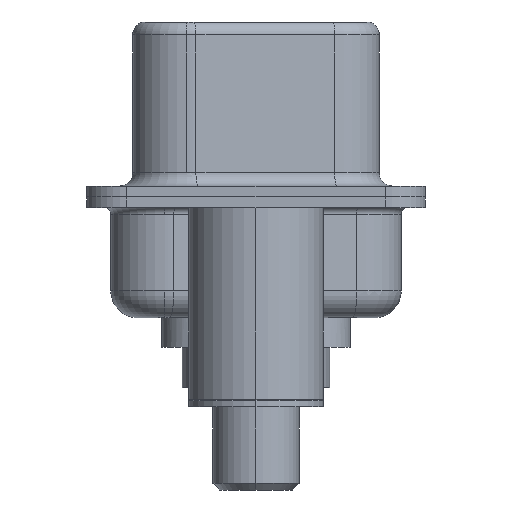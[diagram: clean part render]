
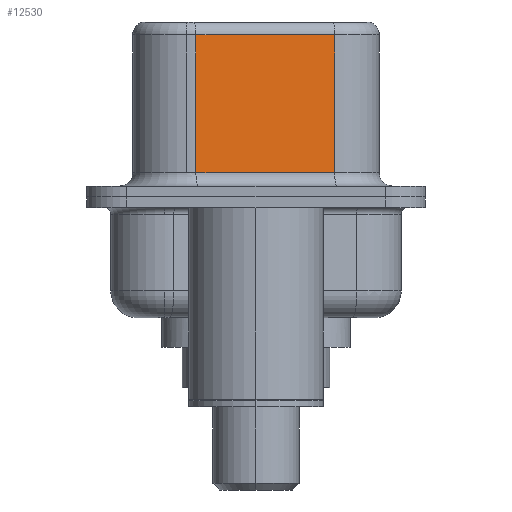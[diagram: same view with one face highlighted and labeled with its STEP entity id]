
A CAD part, left-side view. The second image highlights one B-rep face of the part: STEP entity #12530.
In plain terms, the highlighted planar face has unit normal (-0.985, -0.174, 0).
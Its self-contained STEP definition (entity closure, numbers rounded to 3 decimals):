
#122 = EDGE_CURVE ( 'NONE', #2103, #10966, #1201, .T. ) ;
#982 = VERTEX_POINT ( 'NONE', #6729 ) ;
#1201 = LINE ( 'NONE', #13495, #13710 ) ;
#1472 = FACE_OUTER_BOUND ( 'NONE', #1792, .T. ) ;
#1792 = EDGE_LOOP ( 'NONE', ( #2937, #3267, #11204, #12022 ) ) ;
#2081 = LINE ( 'NONE', #10365, #8532 ) ;
#2103 = VERTEX_POINT ( 'NONE', #6613 ) ;
#2589 = AXIS2_PLACEMENT_3D ( 'NONE', #16111, #7624, #16160 ) ;
#2689 = VECTOR ( 'NONE', #9521, 1000. ) ;
#2937 = ORIENTED_EDGE ( 'NONE', *, *, #11888, .F. ) ;
#3267 = ORIENTED_EDGE ( 'NONE', *, *, #122, .T. ) ;
#3929 = LINE ( 'NONE', #15618, #2689 ) ;
#4731 = VERTEX_POINT ( 'NONE', #7168 ) ;
#6613 = CARTESIAN_POINT ( 'NONE',  ( 4.565, -2.927, 6.02 ) ) ;
#6729 = CARTESIAN_POINT ( 'NONE',  ( 3.655, 2.233, 0.9 ) ) ;
#7168 = CARTESIAN_POINT ( 'NONE',  ( 4.565, -2.927, 0.9 ) ) ;
#7624 = DIRECTION ( 'NONE',  ( 0.985, 0.174, 0. ) ) ;
#8532 = VECTOR ( 'NONE', #9191, 1000. ) ;
#9191 = DIRECTION ( 'NONE',  ( 0.174, -0.985, 0. ) ) ;
#9521 = DIRECTION ( 'NONE',  ( 0., 0., -1. ) ) ;
#9940 = VECTOR ( 'NONE', #15722, 1000. ) ;
#10353 = LINE ( 'NONE', #15674, #9940 ) ;
#10365 = CARTESIAN_POINT ( 'NONE',  ( 4.565, -2.927, 0.9 ) ) ;
#10592 = CARTESIAN_POINT ( 'NONE',  ( 3.655, 2.233, 6.02 ) ) ;
#10966 = VERTEX_POINT ( 'NONE', #10592 ) ;
#11204 = ORIENTED_EDGE ( 'NONE', *, *, #15510, .T. ) ;
#11694 = EDGE_CURVE ( 'NONE', #982, #4731, #2081, .T. ) ;
#11888 = EDGE_CURVE ( 'NONE', #2103, #4731, #3929, .T. ) ;
#12022 = ORIENTED_EDGE ( 'NONE', *, *, #11694, .T. ) ;
#12530 = ADVANCED_FACE ( 'NONE', ( #1472 ), #14929, .F. ) ;
#13495 = CARTESIAN_POINT ( 'NONE',  ( 4.565, -2.927, 6.02 ) ) ;
#13710 = VECTOR ( 'NONE', #14993, 1000. ) ;
#14929 = PLANE ( 'NONE',  #2589 ) ;
#14993 = DIRECTION ( 'NONE',  ( -0.174, 0.985, 0. ) ) ;
#15510 = EDGE_CURVE ( 'NONE', #10966, #982, #10353, .T. ) ;
#15618 = CARTESIAN_POINT ( 'NONE',  ( 4.565, -2.927, 6.52 ) ) ;
#15674 = CARTESIAN_POINT ( 'NONE',  ( 3.655, 2.233, 6.52 ) ) ;
#15722 = DIRECTION ( 'NONE',  ( 0., 0., -1. ) ) ;
#16111 = CARTESIAN_POINT ( 'NONE',  ( 4.565, -2.927, 6.52 ) ) ;
#16160 = DIRECTION ( 'NONE',  ( -0.174, 0.985, 0. ) ) ;
